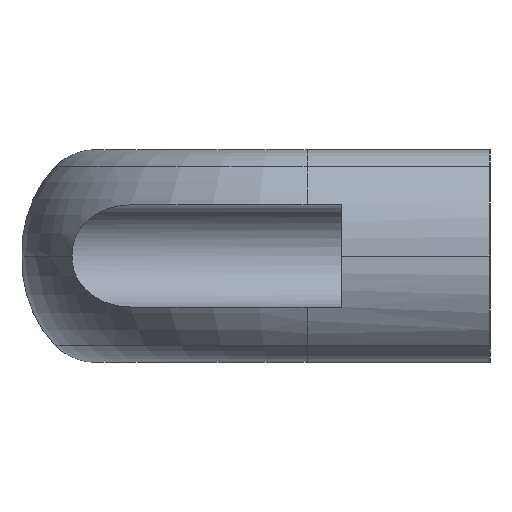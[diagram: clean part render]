
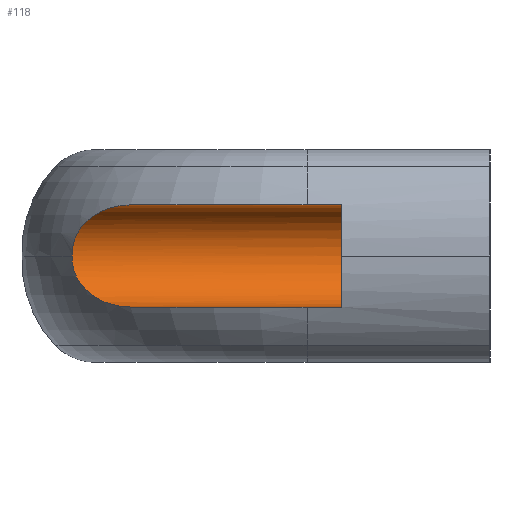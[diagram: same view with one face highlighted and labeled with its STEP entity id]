
A CAD part, left-side view. The second image highlights one B-rep face of the part: STEP entity #118.
In plain terms, the highlighted cylindrical face has radius 6 mm (diameter 12 mm), a partial arc.
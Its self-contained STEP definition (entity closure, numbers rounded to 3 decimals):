
#118 = ADVANCED_FACE( '', ( #267 ), #268, .F. );
#267 = FACE_OUTER_BOUND( '', #452, .T. );
#268 = CYLINDRICAL_SURFACE( '', #453, 6. );
#452 = EDGE_LOOP( '', ( #734, #735, #736, #737, #738 ) );
#453 = AXIS2_PLACEMENT_3D( '', #739, #740, #741 );
#734 = ORIENTED_EDGE( '', *, *, #1129, .F. );
#735 = ORIENTED_EDGE( '', *, *, #1060, .F. );
#736 = ORIENTED_EDGE( '', *, *, #1130, .T. );
#737 = ORIENTED_EDGE( '', *, *, #1131, .F. );
#738 = ORIENTED_EDGE( '', *, *, #1132, .F. );
#739 = CARTESIAN_POINT( '', ( 0., 72.4, 0. ) );
#740 = DIRECTION( '', ( 0., 1., 0. ) );
#741 = DIRECTION( '', ( 0., 0., -1. ) );
#1060 = EDGE_CURVE( '', #1251, #1254, #1255, .T. );
#1129 = EDGE_CURVE( '', #1254, #1359, #1360, .T. );
#1130 = EDGE_CURVE( '', #1251, #1361, #1362, .T. );
#1131 = EDGE_CURVE( '', #1363, #1361, #1364, .T. );
#1132 = EDGE_CURVE( '', #1359, #1363, #1365, .T. );
#1251 = VERTEX_POINT( '', #1523 );
#1254 = VERTEX_POINT( '', #1526 );
#1255 = B_SPLINE_CURVE_WITH_KNOTS( '', 3, ( #1527, #1528, #1529, #1530, #1531, #1532, #1533, #1534, #1535, #1536, #1537, #1538, #1539, #1540, #1541, #1542, #1543, #1544, #1545, #1546, #1547, #1548 ), .UNSPECIFIED., .F., .F., ( 4, 2, 2, 2, 2, 2, 2, 2, 2, 2, 4 ), ( 0., 0.003, 0.004, 0.006, 0.007, 0.007, 0.009, 0.01, 0.01, 0.011, 0.012 ), .UNSPECIFIED. );
#1359 = VERTEX_POINT( '', #1688 );
#1360 = B_SPLINE_CURVE_WITH_KNOTS( '', 3, ( #1689, #1690, #1691, #1692, #1693, #1694, #1695, #1696, #1697, #1698, #1699, #1700, #1701, #1702, #1703, #1704, #1705, #1706 ), .UNSPECIFIED., .F., .F., ( 4, 2, 2, 2, 2, 2, 2, 2, 4 ), ( 0., 0.002, 0.003, 0.005, 0.005, 0.006, 0.008, 0.009, 0.012 ), .UNSPECIFIED. );
#1361 = VERTEX_POINT( '', #1707 );
#1362 = LINE( '', #1708, #1709 );
#1363 = VERTEX_POINT( '', #1710 );
#1364 = CIRCLE( '', #1711, 6. );
#1365 = LINE( '', #1712, #1713 );
#1523 = CARTESIAN_POINT( '', ( 0., 42.228, -6. ) );
#1526 = CARTESIAN_POINT( '', ( 6., 49.091, 0. ) );
#1527 = CARTESIAN_POINT( '', ( 0., 42.228, -6. ) );
#1528 = CARTESIAN_POINT( '', ( 0.644, 43.005, -6. ) );
#1529 = CARTESIAN_POINT( '', ( 1.282, 43.766, -5.899 ) );
#1530 = CARTESIAN_POINT( '', ( 2.224, 44.88, -5.582 ) );
#1531 = CARTESIAN_POINT( '', ( 2.537, 45.247, -5.449 ) );
#1532 = CARTESIAN_POINT( '', ( 3.156, 45.971, -5.115 ) );
#1533 = CARTESIAN_POINT( '', ( 3.46, 46.324, -4.916 ) );
#1534 = CARTESIAN_POINT( '', ( 3.897, 46.827, -4.566 ) );
#1535 = CARTESIAN_POINT( '', ( 4.04, 46.991, -4.441 ) );
#1536 = CARTESIAN_POINT( '', ( 4.319, 47.31, -4.169 ) );
#1537 = CARTESIAN_POINT( '', ( 4.456, 47.466, -4.023 ) );
#1538 = CARTESIAN_POINT( '', ( 4.852, 47.912, -3.554 ) );
#1539 = CARTESIAN_POINT( '', ( 5.093, 48.181, -3.204 ) );
#1540 = CARTESIAN_POINT( '', ( 5.409, 48.525, -2.607 ) );
#1541 = CARTESIAN_POINT( '', ( 5.506, 48.63, -2.395 ) );
#1542 = CARTESIAN_POINT( '', ( 5.677, 48.81, -1.957 ) );
#1543 = CARTESIAN_POINT( '', ( 5.751, 48.886, -1.728 ) );
#1544 = CARTESIAN_POINT( '', ( 5.873, 49.006, -1.252 ) );
#1545 = CARTESIAN_POINT( '', ( 5.921, 49.05, -1.004 ) );
#1546 = CARTESIAN_POINT( '', ( 5.984, 49.098, -0.507 ) );
#1547 = CARTESIAN_POINT( '', ( 6., 49.104, -0.255 ) );
#1548 = CARTESIAN_POINT( '', ( 6., 49.091, 0. ) );
#1688 = CARTESIAN_POINT( '', ( 0., 42.228, 6. ) );
#1689 = CARTESIAN_POINT( '', ( 6., 49.091, 0. ) );
#1690 = CARTESIAN_POINT( '', ( 6., 49.118, 0.51 ) );
#1691 = CARTESIAN_POINT( '', ( 5.936, 49.068, 1.006 ) );
#1692 = CARTESIAN_POINT( '', ( 5.691, 48.827, 1.964 ) );
#1693 = CARTESIAN_POINT( '', ( 5.517, 48.643, 2.402 ) );
#1694 = CARTESIAN_POINT( '', ( 5.094, 48.183, 3.202 ) );
#1695 = CARTESIAN_POINT( '', ( 4.854, 47.914, 3.551 ) );
#1696 = CARTESIAN_POINT( '', ( 4.46, 47.471, 4.018 ) );
#1697 = CARTESIAN_POINT( '', ( 4.323, 47.315, 4.165 ) );
#1698 = CARTESIAN_POINT( '', ( 4.043, 46.995, 4.437 ) );
#1699 = CARTESIAN_POINT( '', ( 3.901, 46.832, 4.563 ) );
#1700 = CARTESIAN_POINT( '', ( 3.465, 46.33, 4.913 ) );
#1701 = CARTESIAN_POINT( '', ( 3.165, 45.982, 5.109 ) );
#1702 = CARTESIAN_POINT( '', ( 2.549, 45.262, 5.443 ) );
#1703 = CARTESIAN_POINT( '', ( 2.233, 44.89, 5.579 ) );
#1704 = CARTESIAN_POINT( '', ( 1.283, 43.768, 5.899 ) );
#1705 = CARTESIAN_POINT( '', ( 0.644, 43.005, 6. ) );
#1706 = CARTESIAN_POINT( '', ( 0., 42.228, 6. ) );
#1707 = CARTESIAN_POINT( '', ( 0., 17.4, -6. ) );
#1708 = CARTESIAN_POINT( '', ( 0., 72.4, -6. ) );
#1709 = VECTOR( '', #1996, 1000. );
#1710 = CARTESIAN_POINT( '', ( 0., 17.4, 6. ) );
#1711 = AXIS2_PLACEMENT_3D( '', #1997, #1998, #1999 );
#1712 = CARTESIAN_POINT( '', ( 0., 72.4, 6. ) );
#1713 = VECTOR( '', #2000, 1000. );
#1996 = DIRECTION( '', ( 0., -1., 0. ) );
#1997 = CARTESIAN_POINT( '', ( 0., 17.4, 0. ) );
#1998 = DIRECTION( '', ( 0., 1., 0. ) );
#1999 = DIRECTION( '', ( 1., 0., 0. ) );
#2000 = DIRECTION( '', ( 0., -1., 0. ) );
